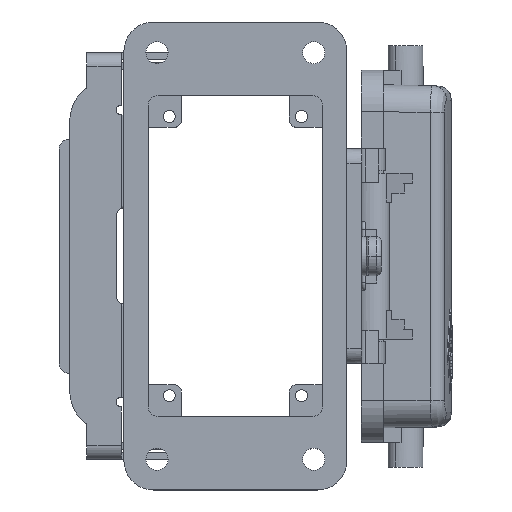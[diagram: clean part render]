
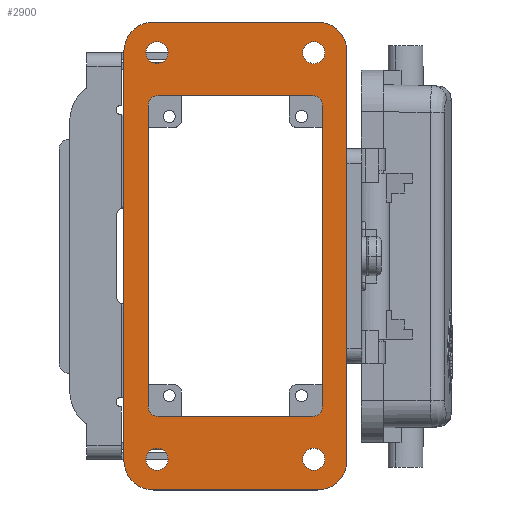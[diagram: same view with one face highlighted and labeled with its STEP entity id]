
A CAD part, top view. The second image highlights one B-rep face of the part: STEP entity #2900.
In plain terms, the highlighted face is planar.
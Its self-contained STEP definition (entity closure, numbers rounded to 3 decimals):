
#850=CARTESIAN_POINT('',(0.,0.,-20.));
#860=DIRECTION('',(0.,0.,1.));
#870=DIRECTION('',(1.,0.,0.));
#880=AXIS2_PLACEMENT_3D('',#850,#860,#870);
#890=PLANE('',#880);
#900=CARTESIAN_POINT('',(-41.75,-16.75,-20.));
#910=DIRECTION('',(0.,0.,1.));
#920=DIRECTION('',(-1.,0.,0.));
#930=AXIS2_PLACEMENT_3D('',#900,#910,#920);
#940=CIRCLE('',#930,6.);
#950=CARTESIAN_POINT('',(-47.75,-16.75,-20.));
#960=VERTEX_POINT('',#950);
#970=CARTESIAN_POINT('',(-41.75,-22.75,-20.));
#980=VERTEX_POINT('',#970);
#990=EDGE_CURVE('',#960,#980,#940,.T.);
#1000=ORIENTED_EDGE('',*,*,#990,.F.);
#1010=CARTESIAN_POINT('',(-41.75,-22.75,-20.));
#1020=DIRECTION('',(1.,0.,0.));
#1030=VECTOR('',#1020,83.5);
#1040=LINE('',#1010,#1030);
#1050=CARTESIAN_POINT('',(41.75,-22.75,-20.));
#1060=VERTEX_POINT('',#1050);
#1070=EDGE_CURVE('',#980,#1060,#1040,.T.);
#1080=ORIENTED_EDGE('',*,*,#1070,.F.);
#1090=CARTESIAN_POINT('',(41.75,-16.75,-20.));
#1100=DIRECTION('',(0.,0.,1.));
#1110=DIRECTION('',(0.,-1.,0.));
#1120=AXIS2_PLACEMENT_3D('',#1090,#1100,#1110);
#1130=CIRCLE('',#1120,6.);
#1140=CARTESIAN_POINT('',(47.75,-16.75,-20.));
#1150=VERTEX_POINT('',#1140);
#1160=EDGE_CURVE('',#1060,#1150,#1130,.T.);
#1170=ORIENTED_EDGE('',*,*,#1160,.F.);
#1180=CARTESIAN_POINT('',(47.75,-16.75,-20.));
#1190=DIRECTION('',(0.,1.,0.));
#1200=VECTOR('',#1190,33.5);
#1210=LINE('',#1180,#1200);
#1220=CARTESIAN_POINT('',(47.75,16.75,-20.));
#1230=VERTEX_POINT('',#1220);
#1240=EDGE_CURVE('',#1150,#1230,#1210,.T.);
#1250=ORIENTED_EDGE('',*,*,#1240,.F.);
#1260=CARTESIAN_POINT('',(41.75,16.75,-20.));
#1270=DIRECTION('',(0.,0.,1.));
#1280=DIRECTION('',(1.,0.,0.));
#1290=AXIS2_PLACEMENT_3D('',#1260,#1270,#1280);
#1300=CIRCLE('',#1290,6.);
#1310=CARTESIAN_POINT('',(41.75,22.75,-20.));
#1320=VERTEX_POINT('',#1310);
#1330=EDGE_CURVE('',#1230,#1320,#1300,.T.);
#1340=ORIENTED_EDGE('',*,*,#1330,.F.);
#1350=CARTESIAN_POINT('',(41.75,22.75,-20.));
#1360=DIRECTION('',(-1.,0.,0.));
#1370=VECTOR('',#1360,83.5);
#1380=LINE('',#1350,#1370);
#1390=CARTESIAN_POINT('',(-41.75,22.75,-20.));
#1400=VERTEX_POINT('',#1390);
#1410=EDGE_CURVE('',#1320,#1400,#1380,.T.);
#1420=ORIENTED_EDGE('',*,*,#1410,.F.);
#1430=CARTESIAN_POINT('',(-41.75,16.75,-20.));
#1440=DIRECTION('',(0.,0.,1.));
#1450=DIRECTION('',(0.,1.,0.));
#1460=AXIS2_PLACEMENT_3D('',#1430,#1440,#1450);
#1470=CIRCLE('',#1460,6.);
#1480=CARTESIAN_POINT('',(-47.75,16.75,-20.));
#1490=VERTEX_POINT('',#1480);
#1500=EDGE_CURVE('',#1400,#1490,#1470,.T.);
#1510=ORIENTED_EDGE('',*,*,#1500,.F.);
#1520=CARTESIAN_POINT('',(-47.75,16.75,-20.));
#1530=DIRECTION('',(0.,-1.,0.));
#1540=VECTOR('',#1530,33.5);
#1550=LINE('',#1520,#1540);
#1560=EDGE_CURVE('',#1490,#960,#1550,.T.);
#1570=ORIENTED_EDGE('',*,*,#1560,.F.);
#1580=EDGE_LOOP('',(#1570,#1510,#1420,#1340,#1250,#1170,#1080,#1000));
#1590=FACE_OUTER_BOUND('',#1580,.T.);
#1600=CARTESIAN_POINT('',(-30.75,15.75,-20.));
#1610=DIRECTION('',(0.,0.,1.));
#1620=DIRECTION('',(0.,1.,0.));
#1630=AXIS2_PLACEMENT_3D('',#1600,#1610,#1620);
#1640=CIRCLE('',#1630,2.);
#1650=CARTESIAN_POINT('',(-30.75,17.75,-20.));
#1660=VERTEX_POINT('',#1650);
#1670=CARTESIAN_POINT('',(-32.75,15.75,-20.));
#1680=VERTEX_POINT('',#1670);
#1690=EDGE_CURVE('',#1660,#1680,#1640,.T.);
#1700=ORIENTED_EDGE('',*,*,#1690,.T.);
#1710=CARTESIAN_POINT('',(30.75,17.75,-20.));
#1720=DIRECTION('',(-1.,0.,0.));
#1730=VECTOR('',#1720,61.5);
#1740=LINE('',#1710,#1730);
#1750=CARTESIAN_POINT('',(30.75,17.75,-20.));
#1760=VERTEX_POINT('',#1750);
#1770=EDGE_CURVE('',#1760,#1660,#1740,.T.);
#1780=ORIENTED_EDGE('',*,*,#1770,.T.);
#1790=CARTESIAN_POINT('',(30.75,15.75,-20.));
#1800=DIRECTION('',(0.,0.,1.));
#1810=DIRECTION('',(1.,0.,0.));
#1820=AXIS2_PLACEMENT_3D('',#1790,#1800,#1810);
#1830=CIRCLE('',#1820,2.);
#1840=CARTESIAN_POINT('',(32.75,15.75,-20.));
#1850=VERTEX_POINT('',#1840);
#1860=EDGE_CURVE('',#1850,#1760,#1830,.T.);
#1870=ORIENTED_EDGE('',*,*,#1860,.T.);
#1880=CARTESIAN_POINT('',(32.75,-15.75,-20.));
#1890=DIRECTION('',(0.,1.,0.));
#1900=VECTOR('',#1890,31.5);
#1910=LINE('',#1880,#1900);
#1920=CARTESIAN_POINT('',(32.75,-15.75,-20.));
#1930=VERTEX_POINT('',#1920);
#1940=EDGE_CURVE('',#1930,#1850,#1910,.T.);
#1950=ORIENTED_EDGE('',*,*,#1940,.T.);
#1960=CARTESIAN_POINT('',(30.75,-15.75,-20.));
#1970=DIRECTION('',(0.,0.,1.));
#1980=DIRECTION('',(0.,-1.,0.));
#1990=AXIS2_PLACEMENT_3D('',#1960,#1970,#1980);
#2000=CIRCLE('',#1990,2.);
#2010=CARTESIAN_POINT('',(30.75,-17.75,-20.));
#2020=VERTEX_POINT('',#2010);
#2030=EDGE_CURVE('',#2020,#1930,#2000,.T.);
#2040=ORIENTED_EDGE('',*,*,#2030,.T.);
#2050=CARTESIAN_POINT('',(-30.75,-17.75,-20.));
#2060=DIRECTION('',(1.,0.,0.));
#2070=VECTOR('',#2060,61.5);
#2080=LINE('',#2050,#2070);
#2090=CARTESIAN_POINT('',(-30.75,-17.75,-20.));
#2100=VERTEX_POINT('',#2090);
#2110=EDGE_CURVE('',#2100,#2020,#2080,.T.);
#2120=ORIENTED_EDGE('',*,*,#2110,.T.);
#2130=CARTESIAN_POINT('',(-30.75,-15.75,-20.));
#2140=DIRECTION('',(0.,0.,1.));
#2150=DIRECTION('',(-1.,0.,0.));
#2160=AXIS2_PLACEMENT_3D('',#2130,#2140,#2150);
#2170=CIRCLE('',#2160,2.);
#2180=CARTESIAN_POINT('',(-32.75,-15.75,-20.));
#2190=VERTEX_POINT('',#2180);
#2200=EDGE_CURVE('',#2190,#2100,#2170,.T.);
#2210=ORIENTED_EDGE('',*,*,#2200,.T.);
#2220=CARTESIAN_POINT('',(-32.75,15.75,-20.));
#2230=DIRECTION('',(0.,-1.,0.));
#2240=VECTOR('',#2230,31.5);
#2250=LINE('',#2220,#2240);
#2260=EDGE_CURVE('',#1680,#2190,#2250,.T.);
#2270=ORIENTED_EDGE('',*,*,#2260,.T.);
#2280=EDGE_LOOP('',(#2270,#2210,#2120,#2040,#1950,#1870,#1780,#1700));
#2290=FACE_BOUND('',#2280,.T.);
#2300=CARTESIAN_POINT('',(41.5,-16.,-20.));
#2310=DIRECTION('',(0.,0.,1.));
#2320=DIRECTION('',(-1.,0.,0.));
#2330=AXIS2_PLACEMENT_3D('',#2300,#2310,#2320);
#2340=CIRCLE('',#2330,2.25);
#2350=CARTESIAN_POINT('',(43.75,-16.,-20.));
#2360=VERTEX_POINT('',#2350);
#2370=CARTESIAN_POINT('',(39.25,-16.,-20.));
#2380=VERTEX_POINT('',#2370);
#2390=EDGE_CURVE('',#2360,#2380,#2340,.T.);
#2400=ORIENTED_EDGE('',*,*,#2390,.T.);
#2410=EDGE_CURVE('',#2380,#2360,#2340,.T.);
#2420=ORIENTED_EDGE('',*,*,#2410,.T.);
#2430=EDGE_LOOP('',(#2420,#2400));
#2440=FACE_BOUND('',#2430,.T.);
#2450=CARTESIAN_POINT('',(41.5,16.,-20.));
#2460=DIRECTION('',(0.,0.,1.));
#2470=DIRECTION('',(-1.,0.,0.));
#2480=AXIS2_PLACEMENT_3D('',#2450,#2460,#2470);
#2490=CIRCLE('',#2480,2.25);
#2500=CARTESIAN_POINT('',(43.75,16.,-20.));
#2510=VERTEX_POINT('',#2500);
#2520=CARTESIAN_POINT('',(39.25,16.,-20.));
#2530=VERTEX_POINT('',#2520);
#2540=EDGE_CURVE('',#2510,#2530,#2490,.T.);
#2550=ORIENTED_EDGE('',*,*,#2540,.T.);
#2560=EDGE_CURVE('',#2530,#2510,#2490,.T.);
#2570=ORIENTED_EDGE('',*,*,#2560,.T.);
#2580=EDGE_LOOP('',(#2570,#2550));
#2590=FACE_BOUND('',#2580,.T.);
#2600=CARTESIAN_POINT('',(-41.5,-16.,-20.));
#2610=DIRECTION('',(0.,0.,1.));
#2620=DIRECTION('',(-1.,0.,0.));
#2630=AXIS2_PLACEMENT_3D('',#2600,#2610,#2620);
#2640=CIRCLE('',#2630,2.25);
#2650=CARTESIAN_POINT('',(-39.25,-16.,-20.));
#2660=VERTEX_POINT('',#2650);
#2670=CARTESIAN_POINT('',(-43.75,-16.,-20.));
#2680=VERTEX_POINT('',#2670);
#2690=EDGE_CURVE('',#2660,#2680,#2640,.T.);
#2700=ORIENTED_EDGE('',*,*,#2690,.T.);
#2710=EDGE_CURVE('',#2680,#2660,#2640,.T.);
#2720=ORIENTED_EDGE('',*,*,#2710,.T.);
#2730=EDGE_LOOP('',(#2720,#2700));
#2740=FACE_BOUND('',#2730,.T.);
#2750=CARTESIAN_POINT('',(-41.5,16.,-20.));
#2760=DIRECTION('',(0.,0.,1.));
#2770=DIRECTION('',(-1.,0.,0.));
#2780=AXIS2_PLACEMENT_3D('',#2750,#2760,#2770);
#2790=CIRCLE('',#2780,2.25);
#2800=CARTESIAN_POINT('',(-43.75,16.,-20.));
#2810=VERTEX_POINT('',#2800);
#2820=CARTESIAN_POINT('',(-39.25,16.,-20.));
#2830=VERTEX_POINT('',#2820);
#2840=EDGE_CURVE('',#2810,#2830,#2790,.T.);
#2850=ORIENTED_EDGE('',*,*,#2840,.T.);
#2860=EDGE_CURVE('',#2830,#2810,#2790,.T.);
#2870=ORIENTED_EDGE('',*,*,#2860,.T.);
#2880=EDGE_LOOP('',(#2870,#2850));
#2890=FACE_BOUND('',#2880,.T.);
#2900=ADVANCED_FACE('',(#1590,#2290,#2440,#2590,#2740,#2890),#890,.F.);
